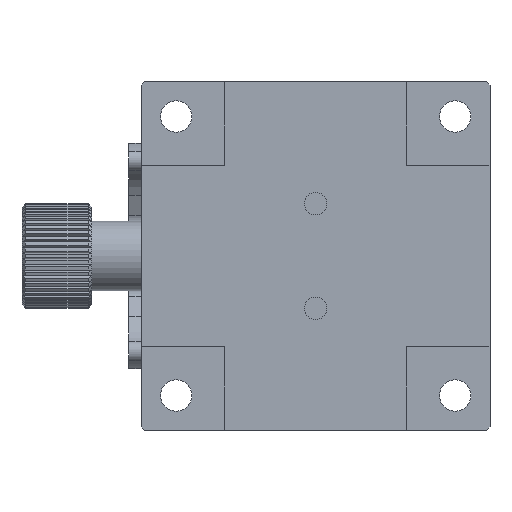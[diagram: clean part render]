
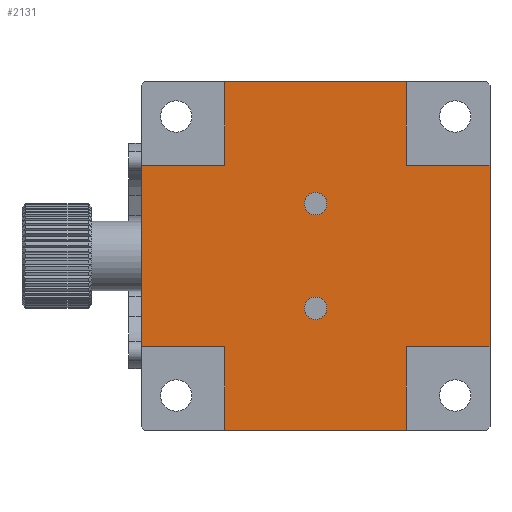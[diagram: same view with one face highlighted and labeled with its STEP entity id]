
A CAD part, front view. The second image highlights one B-rep face of the part: STEP entity #2131.
In plain terms, the highlighted planar face has unit normal (0, -1, 0).
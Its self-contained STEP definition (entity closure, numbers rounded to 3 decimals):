
#212 = CARTESIAN_POINT ( 'NONE',  ( -25., -6.5, -13. ) ) ;
#256 = LINE ( 'NONE', #9568, #7061 ) ;
#400 = EDGE_CURVE ( 'NONE', #9525, #4461, #256, .T. ) ;
#416 = CARTESIAN_POINT ( 'NONE',  ( 13., -6.5, -13. ) ) ;
#424 = VERTEX_POINT ( 'NONE', #416 ) ;
#542 = EDGE_LOOP ( 'NONE', ( #11849 ) ) ;
#693 = ORIENTED_EDGE ( 'NONE', *, *, #14156, .T. ) ;
#696 = EDGE_CURVE ( 'NONE', #1882, #9525, #3350, .T. ) ;
#803 = CARTESIAN_POINT ( 'NONE',  ( 0., -6.5, 5.879 ) ) ;
#833 = DIRECTION ( 'NONE',  ( 0., 0., 1. ) ) ;
#903 = CARTESIAN_POINT ( 'NONE',  ( 13., -6.5, 0. ) ) ;
#931 = VERTEX_POINT ( 'NONE', #14697 ) ;
#950 = CARTESIAN_POINT ( 'NONE',  ( -13., -6.5, 25. ) ) ;
#1232 = VERTEX_POINT ( 'NONE', #2360 ) ;
#1455 = CARTESIAN_POINT ( 'NONE',  ( 13., -6.5, -25. ) ) ;
#1518 = VECTOR ( 'NONE', #3456, 1000. ) ;
#1634 = ORIENTED_EDGE ( 'NONE', *, *, #8849, .F. ) ;
#1651 = CARTESIAN_POINT ( 'NONE',  ( 0., -6.5, 7.5 ) ) ;
#1882 = VERTEX_POINT ( 'NONE', #10669 ) ;
#1980 = DIRECTION ( 'NONE',  ( -1., 0., 0. ) ) ;
#2131 = ADVANCED_FACE ( 'NONE', ( #3091, #7713, #2787 ), #2859, .F. ) ;
#2153 = VERTEX_POINT ( 'NONE', #9225 ) ;
#2178 = CARTESIAN_POINT ( 'NONE',  ( 0., -6.5, -7.5 ) ) ;
#2230 = EDGE_CURVE ( 'NONE', #424, #7966, #13841, .T. ) ;
#2277 = CARTESIAN_POINT ( 'NONE',  ( 25., -6.5, -25. ) ) ;
#2360 = CARTESIAN_POINT ( 'NONE',  ( 0., -6.5, -9.121 ) ) ;
#2726 = EDGE_CURVE ( 'NONE', #12273, #9340, #7347, .T. ) ;
#2787 = FACE_BOUND ( 'NONE', #542, .T. ) ;
#2859 = PLANE ( 'NONE',  #9504 ) ;
#2981 = VERTEX_POINT ( 'NONE', #803 ) ;
#3089 = ORIENTED_EDGE ( 'NONE', *, *, #10359, .F. ) ;
#3091 = FACE_OUTER_BOUND ( 'NONE', #12491, .T. ) ;
#3350 = LINE ( 'NONE', #7971, #5237 ) ;
#3456 = DIRECTION ( 'NONE',  ( 0., 0., -1. ) ) ;
#3787 = ORIENTED_EDGE ( 'NONE', *, *, #8046, .F. ) ;
#3821 = CARTESIAN_POINT ( 'NONE',  ( -25., -6.5, 13. ) ) ;
#3827 = VERTEX_POINT ( 'NONE', #9320 ) ;
#3871 = DIRECTION ( 'NONE',  ( -1., 0., 0. ) ) ;
#4103 = DIRECTION ( 'NONE',  ( 0., 0., -1. ) ) ;
#4249 = DIRECTION ( 'NONE',  ( 0., 0., 1. ) ) ;
#4461 = VERTEX_POINT ( 'NONE', #212 ) ;
#4836 = AXIS2_PLACEMENT_3D ( 'NONE', #2178, #14979, #9235 ) ;
#4969 = ORIENTED_EDGE ( 'NONE', *, *, #696, .F. ) ;
#4987 = VECTOR ( 'NONE', #12324, 1000. ) ;
#5237 = VECTOR ( 'NONE', #9051, 1000. ) ;
#5488 = CARTESIAN_POINT ( 'NONE',  ( 13., -6.5, 0. ) ) ;
#5815 = DIRECTION ( 'NONE',  ( 1., 0., 0. ) ) ;
#5932 = CARTESIAN_POINT ( 'NONE',  ( -13., -6.5, -13. ) ) ;
#6135 = DIRECTION ( 'NONE',  ( 0., 1., 0. ) ) ;
#6280 = DIRECTION ( 'NONE',  ( 0., 0., -1. ) ) ;
#6398 = VECTOR ( 'NONE', #8403, 1000. ) ;
#6448 = VECTOR ( 'NONE', #4103, 1000. ) ;
#6571 = CARTESIAN_POINT ( 'NONE',  ( -13., -6.5, 0. ) ) ;
#6623 = CARTESIAN_POINT ( 'NONE',  ( -25., -6.5, -25. ) ) ;
#6816 = VECTOR ( 'NONE', #4249, 1000. ) ;
#6859 = EDGE_CURVE ( 'NONE', #8801, #3827, #12637, .T. ) ;
#6871 = DIRECTION ( 'NONE',  ( 1., 0., 0. ) ) ;
#6933 = ORIENTED_EDGE ( 'NONE', *, *, #7167, .T. ) ;
#7046 = LINE ( 'NONE', #2277, #10683 ) ;
#7061 = VECTOR ( 'NONE', #3871, 1000. ) ;
#7167 = EDGE_CURVE ( 'NONE', #2981, #2981, #7972, .T. ) ;
#7263 = VECTOR ( 'NONE', #5815, 1000. ) ;
#7347 = LINE ( 'NONE', #9472, #6398 ) ;
#7713 = FACE_BOUND ( 'NONE', #11939, .T. ) ;
#7944 = LINE ( 'NONE', #11509, #7263 ) ;
#7966 = VERTEX_POINT ( 'NONE', #1455 ) ;
#7971 = CARTESIAN_POINT ( 'NONE',  ( -13., -6.5, 0. ) ) ;
#7972 = CIRCLE ( 'NONE', #14742, 1.621 ) ;
#8046 = EDGE_CURVE ( 'NONE', #12273, #931, #9872, .T. ) ;
#8235 = ORIENTED_EDGE ( 'NONE', *, *, #8524, .F. ) ;
#8371 = VECTOR ( 'NONE', #1980, 1000. ) ;
#8403 = DIRECTION ( 'NONE',  ( -1., 0., 0. ) ) ;
#8524 = EDGE_CURVE ( 'NONE', #14163, #424, #8963, .T. ) ;
#8776 = DIRECTION ( 'NONE',  ( 0., 1., 0. ) ) ;
#8801 = VERTEX_POINT ( 'NONE', #3821 ) ;
#8849 = EDGE_CURVE ( 'NONE', #3827, #9340, #13617, .T. ) ;
#8963 = LINE ( 'NONE', #12365, #8371 ) ;
#8999 = CARTESIAN_POINT ( 'NONE',  ( 0., -6.5, 13. ) ) ;
#9051 = DIRECTION ( 'NONE',  ( 0., 0., 1. ) ) ;
#9225 = CARTESIAN_POINT ( 'NONE',  ( 25., -6.5, 13. ) ) ;
#9235 = DIRECTION ( 'NONE',  ( 0., 0., -1. ) ) ;
#9318 = ORIENTED_EDGE ( 'NONE', *, *, #2726, .T. ) ;
#9320 = CARTESIAN_POINT ( 'NONE',  ( -13., -6.5, 13. ) ) ;
#9340 = VERTEX_POINT ( 'NONE', #950 ) ;
#9472 = CARTESIAN_POINT ( 'NONE',  ( -25., -6.5, 25. ) ) ;
#9504 = AXIS2_PLACEMENT_3D ( 'NONE', #11203, #8776, #833 ) ;
#9525 = VERTEX_POINT ( 'NONE', #5932 ) ;
#9568 = CARTESIAN_POINT ( 'NONE',  ( 0., -6.5, -13. ) ) ;
#9744 = EDGE_CURVE ( 'NONE', #14163, #2153, #13354, .T. ) ;
#9872 = LINE ( 'NONE', #5488, #6448 ) ;
#9879 = EDGE_CURVE ( 'NONE', #1882, #7966, #7046, .T. ) ;
#10049 = ORIENTED_EDGE ( 'NONE', *, *, #6859, .F. ) ;
#10190 = CIRCLE ( 'NONE', #4836, 1.621 ) ;
#10241 = VECTOR ( 'NONE', #14639, 1000. ) ;
#10359 = EDGE_CURVE ( 'NONE', #931, #2153, #7944, .T. ) ;
#10372 = EDGE_CURVE ( 'NONE', #1232, #1232, #10190, .T. ) ;
#10585 = ORIENTED_EDGE ( 'NONE', *, *, #9879, .T. ) ;
#10669 = CARTESIAN_POINT ( 'NONE',  ( -13., -6.5, -25. ) ) ;
#10683 = VECTOR ( 'NONE', #12744, 1000. ) ;
#11203 = CARTESIAN_POINT ( 'NONE',  ( 0., -6.5, 0. ) ) ;
#11248 = CARTESIAN_POINT ( 'NONE',  ( 25., -6.5, -13. ) ) ;
#11454 = ORIENTED_EDGE ( 'NONE', *, *, #9744, .T. ) ;
#11509 = CARTESIAN_POINT ( 'NONE',  ( 0., -6.5, 13. ) ) ;
#11849 = ORIENTED_EDGE ( 'NONE', *, *, #10372, .T. ) ;
#11939 = EDGE_LOOP ( 'NONE', ( #6933 ) ) ;
#11959 = ORIENTED_EDGE ( 'NONE', *, *, #400, .F. ) ;
#12273 = VERTEX_POINT ( 'NONE', #13546 ) ;
#12324 = DIRECTION ( 'NONE',  ( 0., 0., 1. ) ) ;
#12365 = CARTESIAN_POINT ( 'NONE',  ( 0., -6.5, -13. ) ) ;
#12455 = CARTESIAN_POINT ( 'NONE',  ( 25., -6.5, 25. ) ) ;
#12491 = EDGE_LOOP ( 'NONE', ( #4969, #10585, #14580, #8235, #11454, #3089, #3787, #9318, #1634, #10049, #693, #11959 ) ) ;
#12637 = LINE ( 'NONE', #8999, #14962 ) ;
#12744 = DIRECTION ( 'NONE',  ( 1., 0., 0. ) ) ;
#13354 = LINE ( 'NONE', #12455, #6816 ) ;
#13546 = CARTESIAN_POINT ( 'NONE',  ( 13., -6.5, 25. ) ) ;
#13617 = LINE ( 'NONE', #6571, #4987 ) ;
#13737 = LINE ( 'NONE', #6623, #10241 ) ;
#13841 = LINE ( 'NONE', #903, #1518 ) ;
#14156 = EDGE_CURVE ( 'NONE', #8801, #4461, #13737, .T. ) ;
#14163 = VERTEX_POINT ( 'NONE', #11248 ) ;
#14580 = ORIENTED_EDGE ( 'NONE', *, *, #2230, .F. ) ;
#14639 = DIRECTION ( 'NONE',  ( 0., 0., -1. ) ) ;
#14697 = CARTESIAN_POINT ( 'NONE',  ( 13., -6.5, 13. ) ) ;
#14742 = AXIS2_PLACEMENT_3D ( 'NONE', #1651, #6135, #6280 ) ;
#14962 = VECTOR ( 'NONE', #6871, 1000. ) ;
#14979 = DIRECTION ( 'NONE',  ( 0., 1., 0. ) ) ;
